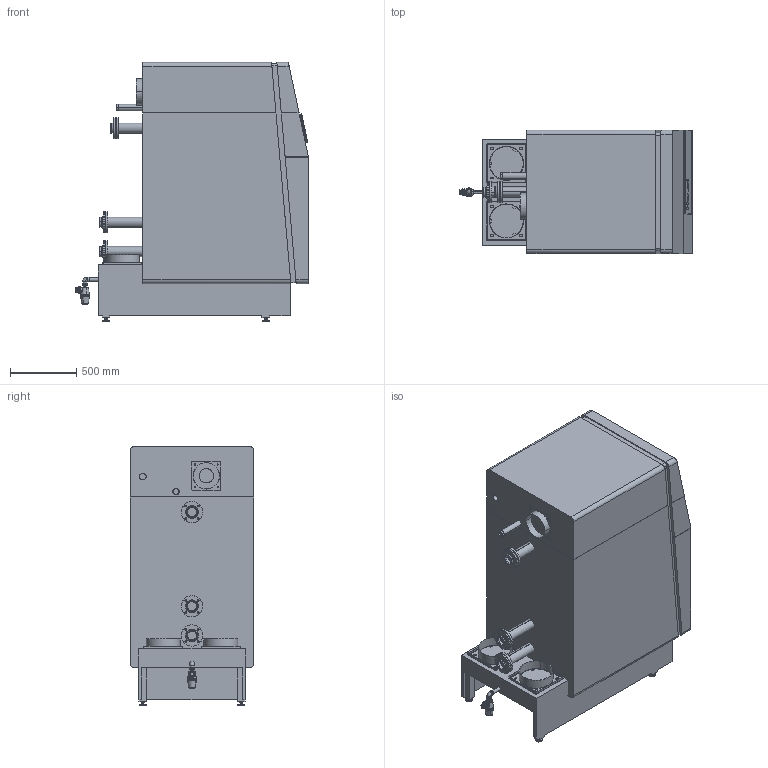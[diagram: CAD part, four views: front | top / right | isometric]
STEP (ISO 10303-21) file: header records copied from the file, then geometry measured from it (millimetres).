
FILE_DESCRIPTION(('CATIA V5 STEP Exchange'),'2;1');
FILE_NAME('4212678_UG_(200-300).stp','2014-04-03T15:25:28+00:00',('N.N.'),('Hovalwerke AG FL-9490 Vaduz'),'CATIA Version 5 Release 20 SP 7 (IN-10)','CATIA V5 STEP AP203','none');
FILE_SCHEMA(('CONFIG_CONTROL_DESIGN'));
Length unit declared in the file: millimetre
Products named in the file (11): 4212678_UG (200-300) Planerdaten 3D CSM_10353888_C85_000_00; 6025797; 6025655; 6015952; 2026199_Version2; 617742; 6001303; 619622; 6017753; Product1; 6018950
Assembly tree (48 placements, depth 4):
  4212678_UG (200-300) Planerdaten 3D CSM_10353888_C85_000_00
    #58
    6025797
      #4341
      #6799
      #9891
      6025655
        #10266
        #13631
        #17769
      #18118  x2
    #19763
    6015952
      2026199_Version2
        #19954
        #24609
        #25066  x2
        #26406
        #27746
      617742
        #28599
        #29664
    #29859
    6001303  x2
      #30269
      #30534
    619622
      #30999
      #30534
    #31196
    #31722  x3
    6017753  x2
      #32422
      #35306
    Product1  x4
      #35893
      #37437
    6018950
      #38037
      #38206
Bounding box: 1754.1 x 930 x 1953 mm (x, y, z)
Volume: 2065849619.4 mm3; surface area: 24714181.4 mm2
Topology: 62 solids, 62 shells, 1759 faces, 4276 edges, 2694 vertices
Faces by surface type: plane 882, cylinder 517, cone 172, torus 119, bspline 61, revolution 8
Full cylindrical faces by diameter (mm): 252 x2, 256 x2
Entity records: 39536 total; most frequent: CARTESIAN_POINT 11397, ORIENTED_EDGE 6098, DIRECTION 4627, EDGE_CURVE 3049, VERTEX_POINT 1912, AXIS2_PLACEMENT_3D 1854, VECTOR 1805, LINE 1805
